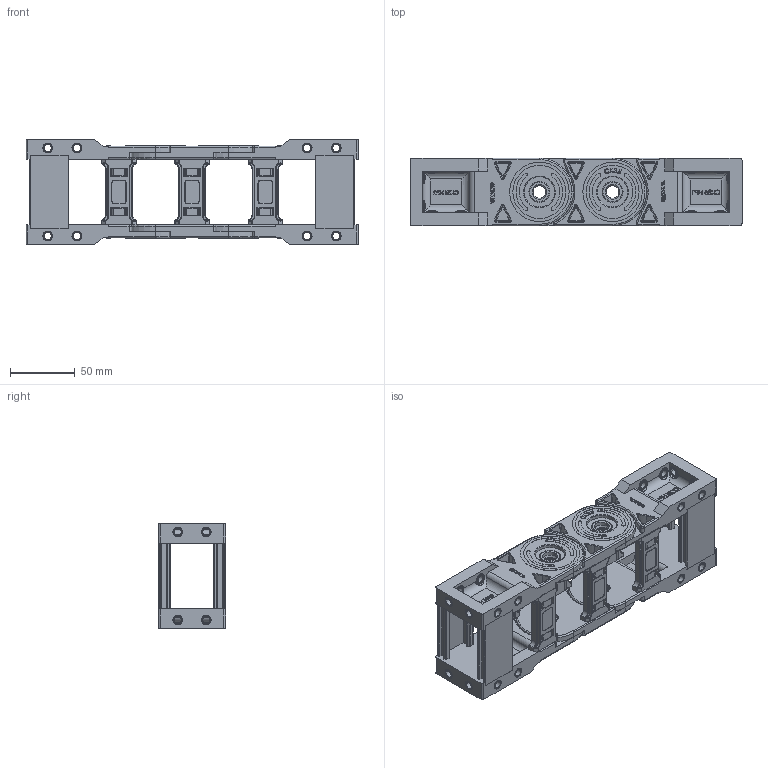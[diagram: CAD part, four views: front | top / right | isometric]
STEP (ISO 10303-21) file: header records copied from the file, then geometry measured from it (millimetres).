
FILE_DESCRIPTION (( 'STEP AP214' ), '1' );
FILE_NAME ('CK35-A050-AYAK.STEP', '2019-09-16T12:06:52', ( '' ), ( '' ), 'SwSTEP 2.0', 'SolidWorks 2017', '' );
FILE_SCHEMA (( 'AUTOMOTIVE_DESIGN' ));
Length unit declared in the file: millimetre
Products named in the file (1): CK35-A050-AYAK
Bounding box: 256.46 x 52.05 x 81 mm (x, y, z)
Volume: 262381.7 mm3; surface area: 183841.6 mm2
Topology: 40 solids, 40 shells, 4682 faces, 11886 edges, 7412 vertices
Faces by surface type: cylinder 1832, plane 1698, bspline 564, torus 420, cone 92, sphere 76
Entity records: 185889 total; most frequent: CARTESIAN_POINT 75091, ORIENTED_EDGE 23556, DIRECTION 22526, EDGE_CURVE 11778, AXIS2_PLACEMENT_3D 8119, VERTEX_POINT 7412, LINE 6288, VECTOR 6288
